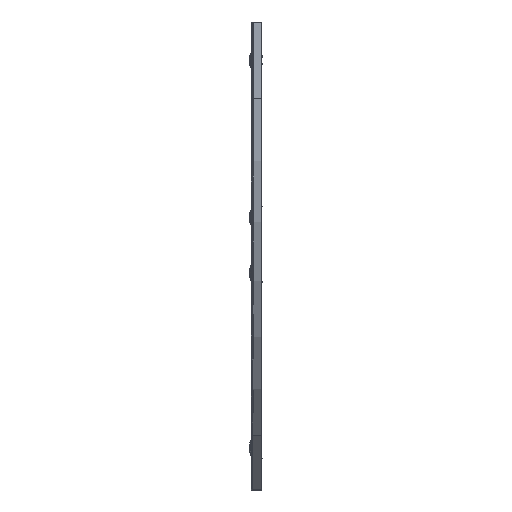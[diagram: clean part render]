
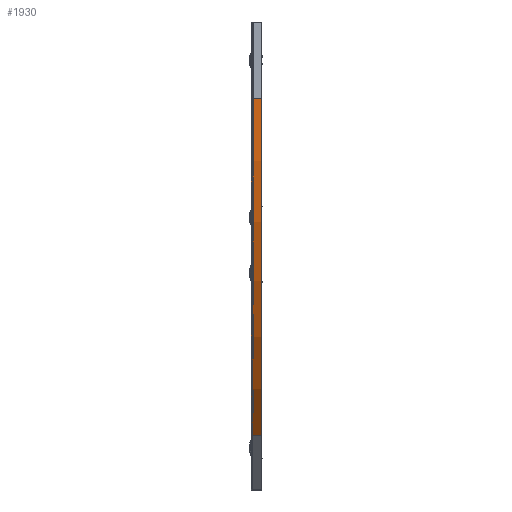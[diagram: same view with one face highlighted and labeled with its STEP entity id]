
A CAD part, left-side view. The second image highlights one B-rep face of the part: STEP entity #1930.
In plain terms, the highlighted cylindrical face has radius 652 mm (diameter 1304 mm), a partial arc.
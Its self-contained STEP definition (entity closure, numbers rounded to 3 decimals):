
#37 = DIRECTION ( 'NONE',  ( 0., -1., 0. ) ) ;
#100 = CARTESIAN_POINT ( 'NONE',  ( 190.966, 0., -566.034 ) ) ;
#209 = FACE_OUTER_BOUND ( 'NONE', #2042, .T. ) ;
#229 = CARTESIAN_POINT ( 'NONE',  ( 0., 0., -105. ) ) ;
#372 = VECTOR ( 'NONE', #1708, 1000. ) ;
#451 = LINE ( 'NONE', #1574, #787 ) ;
#601 = DIRECTION ( 'NONE',  ( 0., -1., 0. ) ) ;
#623 = EDGE_CURVE ( 'NONE', #970, #2687, #1524, .T. ) ;
#691 = CARTESIAN_POINT ( 'NONE',  ( 0., 14., -105. ) ) ;
#722 = EDGE_CURVE ( 'NONE', #734, #3202, #451, .T. ) ;
#734 = VERTEX_POINT ( 'NONE', #691 ) ;
#754 = DIRECTION ( 'NONE',  ( 0., 0., 1. ) ) ;
#783 = CARTESIAN_POINT ( 'NONE',  ( 652., 0., -105. ) ) ;
#787 = VECTOR ( 'NONE', #601, 1000. ) ;
#871 = CYLINDRICAL_SURFACE ( 'NONE', #2354, 652. ) ;
#970 = VERTEX_POINT ( 'NONE', #1917 ) ;
#1277 = DIRECTION ( 'NONE',  ( 0., 0., -1. ) ) ;
#1315 = AXIS2_PLACEMENT_3D ( 'NONE', #3156, #1638, #2420 ) ;
#1524 = LINE ( 'NONE', #3201, #372 ) ;
#1574 = CARTESIAN_POINT ( 'NONE',  ( 0., 0., -105. ) ) ;
#1604 = AXIS2_PLACEMENT_3D ( 'NONE', #2778, #2791, #754 ) ;
#1638 = DIRECTION ( 'NONE',  ( 0., -1., 0. ) ) ;
#1708 = DIRECTION ( 'NONE',  ( 0., -1., 0. ) ) ;
#1793 = CIRCLE ( 'NONE', #1315, 652. ) ;
#1917 = CARTESIAN_POINT ( 'NONE',  ( 190.966, 14., -566.034 ) ) ;
#1930 = ADVANCED_FACE ( 'NONE', ( #209 ), #871, .T. ) ;
#2012 = ORIENTED_EDGE ( 'NONE', *, *, #623, .T. ) ;
#2042 = EDGE_LOOP ( 'NONE', ( #2802, #2408, #2012, #2380 ) ) ;
#2354 = AXIS2_PLACEMENT_3D ( 'NONE', #783, #37, #1277 ) ;
#2380 = ORIENTED_EDGE ( 'NONE', *, *, #2878, .F. ) ;
#2408 = ORIENTED_EDGE ( 'NONE', *, *, #3242, .T. ) ;
#2420 = DIRECTION ( 'NONE',  ( 0., 0., -1. ) ) ;
#2687 = VERTEX_POINT ( 'NONE', #100 ) ;
#2736 = CIRCLE ( 'NONE', #1604, 652. ) ;
#2778 = CARTESIAN_POINT ( 'NONE',  ( 652., 14., -105. ) ) ;
#2791 = DIRECTION ( 'NONE',  ( 0., -1., 0. ) ) ;
#2802 = ORIENTED_EDGE ( 'NONE', *, *, #722, .F. ) ;
#2878 = EDGE_CURVE ( 'NONE', #3202, #2687, #1793, .T. ) ;
#3156 = CARTESIAN_POINT ( 'NONE',  ( 652., 0., -105. ) ) ;
#3201 = CARTESIAN_POINT ( 'NONE',  ( 190.966, 0., -566.034 ) ) ;
#3202 = VERTEX_POINT ( 'NONE', #229 ) ;
#3242 = EDGE_CURVE ( 'NONE', #734, #970, #2736, .T. ) ;
